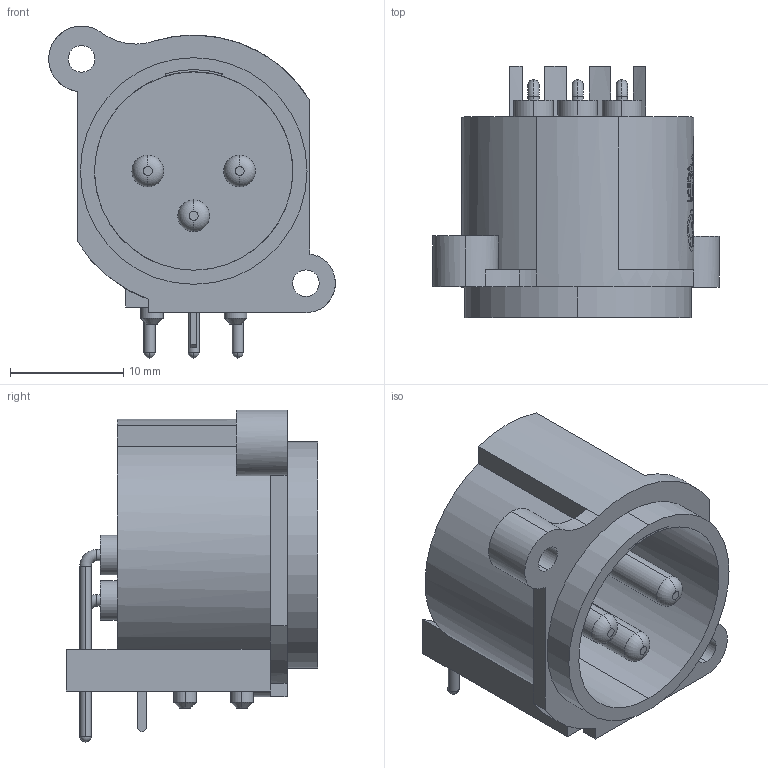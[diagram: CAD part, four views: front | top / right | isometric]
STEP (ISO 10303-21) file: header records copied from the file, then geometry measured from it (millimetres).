
FILE_DESCRIPTION (( 'STEP AP214' ), '1' );
FILE_NAME ('CONN-TH_DIN-327.step', '2022-08-05T11:32:34', ( '' ), ( '' ), 'SwSTEP 2.0', 'SolidWorks 2020', '' );
FILE_SCHEMA (( 'AUTOMOTIVE_DESIGN' ));
Length unit declared in the file: millimetre
Products named in the file (1): CONN-TH_DIN-327
Bounding box: 25.3 x 22.2 x 29.3 mm (x, y, z)
Volume: 4030.6 mm3; surface area: 3897.2 mm2
Topology: 1 solids, 1 shells, 357 faces, 979 edges, 659 vertices
Faces by surface type: bspline 159, plane 105, cylinder 71, torus 12, sphere 6, cone 4
Entity records: 21491 total; most frequent: CARTESIAN_POINT 10991, ORIENTED_EDGE 1946, EDGE_CURVE 973, DIRECTION 907, VERTEX_POINT 659, B_SPLINE_CURVE_WITH_KNOTS 623, EDGE_LOOP 402, AXIS2_PLACEMENT_3D 358
